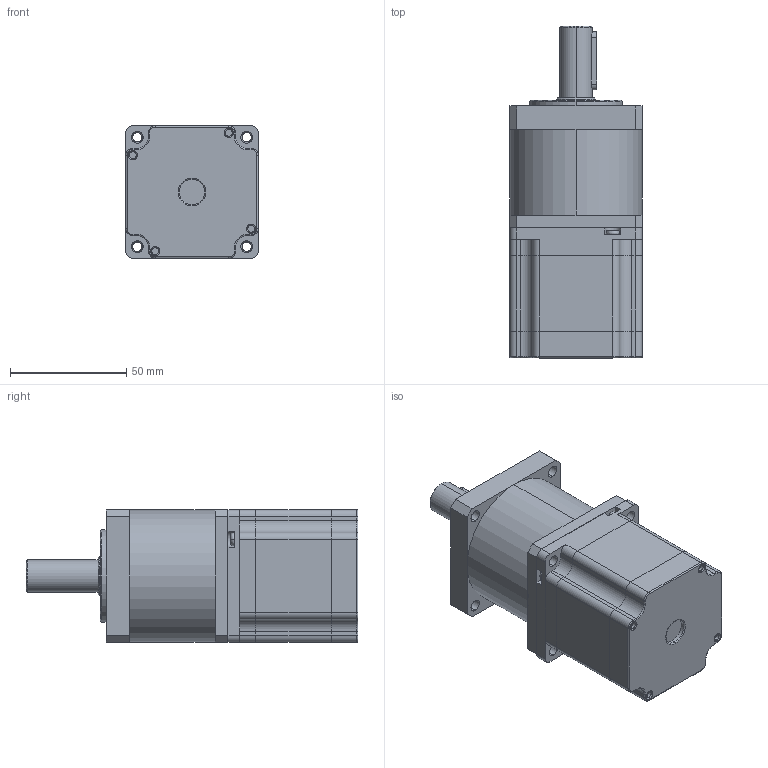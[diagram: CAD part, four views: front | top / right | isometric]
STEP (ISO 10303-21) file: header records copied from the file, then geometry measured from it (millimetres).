
FILE_DESCRIPTION (( 'STEP AP214' ), '1' );
FILE_NAME ('57HS5630A4〞XG珨撰厒掀.STEP', '2023-11-13T11:47:01', ( '' ), ( '' ), 'SwSTEP 2.0', 'SolidWorks 2021', '' );
FILE_SCHEMA (( 'AUTOMOTIVE_DESIGN' ));
Length unit declared in the file: millimetre
Products named in the file (10): 57__6.35.STEP; 57HS5630A4.STEP; 57XG熬厒菁釱; 57XG珨撰厒掀; 57HS5630A4〞XG珨撰厒掀; 57____.STEP; 57__56.STEP; 57XG熬厒奻; M3x51.STEP
Assembly tree (12 placements, depth 3):
  57HS5630A4〞XG珨撰厒掀
    57HS5630A4.STEP
      57__56.STEP
      57__6.35.STEP
      57____.STEP
      M3x51.STEP  x4
    57XG珨撰厒掀
      57XG熬厒奻
      57XG熬厒菁釱
      57XG珨撰厒掀
Bounding box: 57 x 143 x 57 mm (x, y, z)
Volume: 311160.7 mm3; surface area: 65400.4 mm2
Topology: 10 solids, 10 shells, 449 faces, 1152 edges, 741 vertices
Faces by surface type: cylinder 234, plane 148, torus 30, bspline 23, cone 14
Entity records: 18233 total; most frequent: CARTESIAN_POINT 8978, ORIENTED_EDGE 1902, DIRECTION 1862, EDGE_CURVE 951, AXIS2_PLACEMENT_3D 696, VERTEX_POINT 609, LINE 470, VECTOR 470
